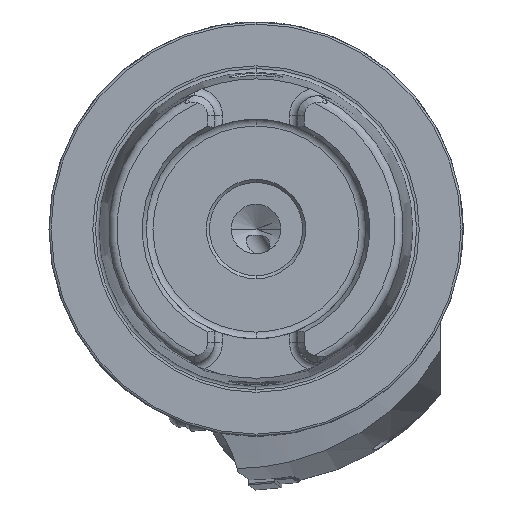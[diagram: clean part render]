
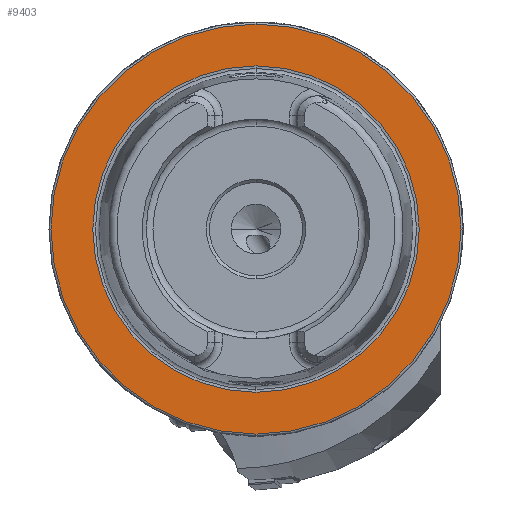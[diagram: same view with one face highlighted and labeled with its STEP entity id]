
A CAD part, left-side view. The second image highlights one B-rep face of the part: STEP entity #9403.
In plain terms, the highlighted planar face has unit normal (-1, 0, 0).
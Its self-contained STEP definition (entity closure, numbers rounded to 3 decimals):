
#704 = EDGE_LOOP ( 'NONE', ( #5864, #3667 ) ) ;
#1047 = EDGE_CURVE ( 'NONE', #4496, #7461, #3726, .T. ) ;
#1711 = DIRECTION ( 'NONE',  ( -1., 0., 0. ) ) ;
#1897 = DIRECTION ( 'NONE',  ( 0., 0., 1. ) ) ;
#1904 = AXIS2_PLACEMENT_3D ( 'NONE', #8100, #13775, #5242 ) ;
#2086 = CARTESIAN_POINT ( 'NONE',  ( 0., 0., -49.5 ) ) ;
#2518 = CARTESIAN_POINT ( 'NONE',  ( 0., 0., -39.405 ) ) ;
#3025 = CARTESIAN_POINT ( 'NONE',  ( 0., 0., 0. ) ) ;
#3227 = CARTESIAN_POINT ( 'NONE',  ( 0., 0., 49.5 ) ) ;
#3667 = ORIENTED_EDGE ( 'NONE', *, *, #9109, .T. ) ;
#3726 = CIRCLE ( 'NONE', #15627, 39.405 ) ;
#4195 = AXIS2_PLACEMENT_3D ( 'NONE', #5992, #1711, #1897 ) ;
#4381 = VERTEX_POINT ( 'NONE', #2086 ) ;
#4496 = VERTEX_POINT ( 'NONE', #2518 ) ;
#4580 = CIRCLE ( 'NONE', #4195, 49.5 ) ;
#5242 = DIRECTION ( 'NONE',  ( 0., 0., -1. ) ) ;
#5639 = CARTESIAN_POINT ( 'NONE',  ( 0., 0., 0. ) ) ;
#5817 = ORIENTED_EDGE ( 'NONE', *, *, #1047, .F. ) ;
#5864 = ORIENTED_EDGE ( 'NONE', *, *, #18380, .T. ) ;
#5889 = DIRECTION ( 'NONE',  ( 0., 0., 1. ) ) ;
#5992 = CARTESIAN_POINT ( 'NONE',  ( 0., 0., 0. ) ) ;
#6058 = AXIS2_PLACEMENT_3D ( 'NONE', #3025, #13072, #5889 ) ;
#7461 = VERTEX_POINT ( 'NONE', #8741 ) ;
#8100 = CARTESIAN_POINT ( 'NONE',  ( 0., 49.5, 0. ) ) ;
#8231 = PLANE ( 'NONE',  #1904 ) ;
#8452 = DIRECTION ( 'NONE',  ( -1., 0., 0. ) ) ;
#8607 = CIRCLE ( 'NONE', #6058, 39.405 ) ;
#8741 = CARTESIAN_POINT ( 'NONE',  ( 0., 0., 39.405 ) ) ;
#9109 = EDGE_CURVE ( 'NONE', #4381, #11188, #4580, .T. ) ;
#9403 = ADVANCED_FACE ( 'NONE', ( #17637, #13895 ), #8231, .F. ) ;
#9797 = DIRECTION ( 'NONE',  ( 0., 0., 1. ) ) ;
#10332 = EDGE_LOOP ( 'NONE', ( #17998, #5817 ) ) ;
#11188 = VERTEX_POINT ( 'NONE', #3227 ) ;
#11738 = DIRECTION ( 'NONE',  ( 0., 0., 1. ) ) ;
#13072 = DIRECTION ( 'NONE',  ( -1., 0., 0. ) ) ;
#13775 = DIRECTION ( 'NONE',  ( 1., 0., 0. ) ) ;
#13895 = FACE_OUTER_BOUND ( 'NONE', #704, .T. ) ;
#14427 = DIRECTION ( 'NONE',  ( -1., 0., 0. ) ) ;
#15627 = AXIS2_PLACEMENT_3D ( 'NONE', #15893, #14427, #11738 ) ;
#15893 = CARTESIAN_POINT ( 'NONE',  ( 0., 0., 0. ) ) ;
#16085 = EDGE_CURVE ( 'NONE', #7461, #4496, #8607, .T. ) ;
#16405 = CIRCLE ( 'NONE', #18369, 49.5 ) ;
#17637 = FACE_BOUND ( 'NONE', #10332, .T. ) ;
#17998 = ORIENTED_EDGE ( 'NONE', *, *, #16085, .F. ) ;
#18369 = AXIS2_PLACEMENT_3D ( 'NONE', #5639, #8452, #9797 ) ;
#18380 = EDGE_CURVE ( 'NONE', #11188, #4381, #16405, .T. ) ;
